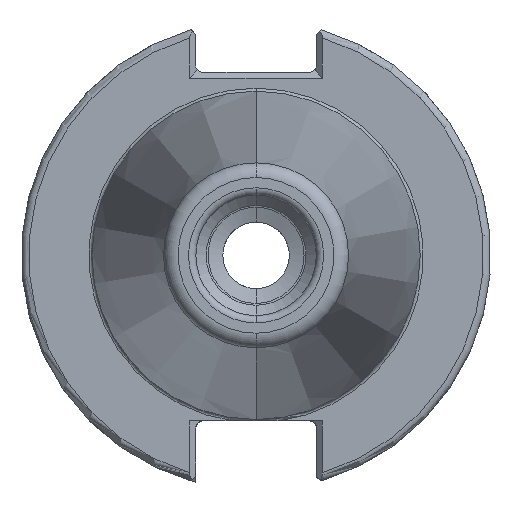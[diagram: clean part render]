
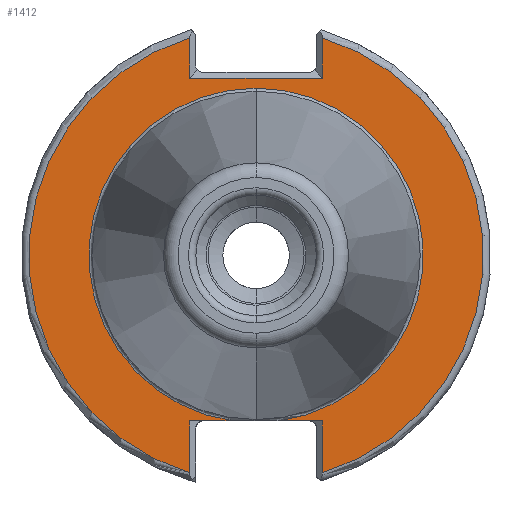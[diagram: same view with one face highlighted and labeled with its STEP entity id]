
A CAD part, left-side view. The second image highlights one B-rep face of the part: STEP entity #1412.
In plain terms, the highlighted planar face has unit normal (-1, 0, 0).
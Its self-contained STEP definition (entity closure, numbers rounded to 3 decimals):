
#23 = LINE ( 'NONE', #4724, #3193 ) ;
#69 = DIRECTION ( 'NONE',  ( -1., 0., 0. ) ) ;
#79 = CARTESIAN_POINT ( 'NONE',  ( -76.82, 0., 0. ) ) ;
#130 = EDGE_CURVE ( 'NONE', #1983, #5072, #1684, .T. ) ;
#153 = EDGE_CURVE ( 'NONE', #5072, #2397, #428, .T. ) ;
#160 = EDGE_CURVE ( 'NONE', #2397, #2648, #1434, .T. ) ;
#162 = CIRCLE ( 'NONE', #2390, 30.775 ) ;
#168 = CARTESIAN_POINT ( 'NONE',  ( -76.82, -8.19, -22.41 ) ) ;
#169 = EDGE_CURVE ( 'NONE', #2648, #2245, #4416, .T. ) ;
#202 = EDGE_CURVE ( 'NONE', #1465, #2212, #1555, .T. ) ;
#210 = EDGE_CURVE ( 'NONE', #2212, #2776, #1303, .T. ) ;
#220 = EDGE_CURVE ( 'NONE', #2776, #4674, #162, .T. ) ;
#226 = EDGE_CURVE ( 'NONE', #4674, #4799, #23, .T. ) ;
#234 = EDGE_CURVE ( 'NONE', #4799, #1983, #1168, .T. ) ;
#331 = CARTESIAN_POINT ( 'NONE',  ( -76.82, 8.99, 0. ) ) ;
#370 = DIRECTION ( 'NONE',  ( 0., 0., -1. ) ) ;
#384 = CARTESIAN_POINT ( 'NONE',  ( -76.82, 0., 0. ) ) ;
#402 = DIRECTION ( 'NONE',  ( 0., 0., -1. ) ) ;
#428 = CIRCLE ( 'NONE', #1574, 30.775 ) ;
#485 = DIRECTION ( 'NONE',  ( 0., 0., 1. ) ) ;
#489 = DIRECTION ( 'NONE',  ( 0., 0., 1. ) ) ;
#570 = ORIENTED_EDGE ( 'NONE', *, *, #130, .T. ) ;
#594 = VERTEX_POINT ( 'NONE', #617 ) ;
#617 = CARTESIAN_POINT ( 'NONE',  ( -76.82, 0., 22.625 ) ) ;
#748 = CARTESIAN_POINT ( 'NONE',  ( -76.82, 8.99, 30.701 ) ) ;
#755 = ORIENTED_EDGE ( 'NONE', *, *, #153, .T. ) ;
#826 = ORIENTED_EDGE ( 'NONE', *, *, #160, .T. ) ;
#909 = ORIENTED_EDGE ( 'NONE', *, *, #169, .T. ) ;
#981 = ORIENTED_EDGE ( 'NONE', *, *, #4235, .F. ) ;
#1038 = VECTOR ( 'NONE', #4690, 1000. ) ;
#1059 = ORIENTED_EDGE ( 'NONE', *, *, #3785, .F. ) ;
#1141 = AXIS2_PLACEMENT_3D ( 'NONE', #3750, #1369, #4109 ) ;
#1168 = LINE ( 'NONE', #4497, #1038 ) ;
#1214 = CARTESIAN_POINT ( 'NONE',  ( -76.82, -8.99, 29.433 ) ) ;
#1237 = ORIENTED_EDGE ( 'NONE', *, *, #202, .T. ) ;
#1239 = DIRECTION ( 'NONE',  ( 0., 0., -1. ) ) ;
#1258 = EDGE_LOOP ( 'NONE', ( #570, #755, #826, #909, #981, #1059, #1237, #1319, #1440, #1627, #1761 ) ) ;
#1303 = LINE ( 'NONE', #4757, #2267 ) ;
#1319 = ORIENTED_EDGE ( 'NONE', *, *, #210, .T. ) ;
#1326 = CARTESIAN_POINT ( 'NONE',  ( -76.82, -8.99, 24. ) ) ;
#1336 = CARTESIAN_POINT ( 'NONE',  ( -76.82, -8.99, -22.41 ) ) ;
#1364 = CARTESIAN_POINT ( 'NONE',  ( -76.82, 0., 0. ) ) ;
#1369 = DIRECTION ( 'NONE',  ( -1., 0., 0. ) ) ;
#1412 = ADVANCED_FACE ( 'NONE', ( #2440 ), #3253, .F. ) ;
#1434 = LINE ( 'NONE', #331, #2768 ) ;
#1440 = ORIENTED_EDGE ( 'NONE', *, *, #220, .T. ) ;
#1465 = VERTEX_POINT ( 'NONE', #3292 ) ;
#1555 = LINE ( 'NONE', #5169, #4542 ) ;
#1574 = AXIS2_PLACEMENT_3D ( 'NONE', #79, #69, #5126 ) ;
#1584 = AXIS2_PLACEMENT_3D ( 'NONE', #384, #3627, #1239 ) ;
#1627 = ORIENTED_EDGE ( 'NONE', *, *, #226, .T. ) ;
#1684 = LINE ( 'NONE', #748, #3890 ) ;
#1761 = ORIENTED_EDGE ( 'NONE', *, *, #234, .T. ) ;
#1779 = DIRECTION ( 'NONE',  ( 0., 0., 1. ) ) ;
#1871 = AXIS2_PLACEMENT_3D ( 'NONE', #1364, #4105, #1779 ) ;
#1983 = VERTEX_POINT ( 'NONE', #3195 ) ;
#2212 = VERTEX_POINT ( 'NONE', #1336 ) ;
#2245 = VERTEX_POINT ( 'NONE', #3374 ) ;
#2267 = VECTOR ( 'NONE', #370, 1000. ) ;
#2390 = AXIS2_PLACEMENT_3D ( 'NONE', #4602, #4512, #4505 ) ;
#2397 = VERTEX_POINT ( 'NONE', #3506 ) ;
#2440 = FACE_OUTER_BOUND ( 'NONE', #1258, .T. ) ;
#2648 = VERTEX_POINT ( 'NONE', #3775 ) ;
#2768 = VECTOR ( 'NONE', #485, 1000. ) ;
#2776 = VERTEX_POINT ( 'NONE', #3111 ) ;
#3111 = CARTESIAN_POINT ( 'NONE',  ( -76.82, -8.99, -29.433 ) ) ;
#3193 = VECTOR ( 'NONE', #402, 1000. ) ;
#3195 = CARTESIAN_POINT ( 'NONE',  ( -76.82, 8.99, 24. ) ) ;
#3253 = PLANE ( 'NONE',  #1584 ) ;
#3292 = CARTESIAN_POINT ( 'NONE',  ( -76.82, -3.112, -22.41 ) ) ;
#3374 = CARTESIAN_POINT ( 'NONE',  ( -76.82, 3.112, -22.41 ) ) ;
#3441 = VECTOR ( 'NONE', #5178, 1000. ) ;
#3506 = CARTESIAN_POINT ( 'NONE',  ( -76.82, 8.99, -29.433 ) ) ;
#3627 = DIRECTION ( 'NONE',  ( 1., 0., 0. ) ) ;
#3750 = CARTESIAN_POINT ( 'NONE',  ( -76.82, 0., 0. ) ) ;
#3775 = CARTESIAN_POINT ( 'NONE',  ( -76.82, 8.99, -22.41 ) ) ;
#3785 = EDGE_CURVE ( 'NONE', #1465, #594, #5052, .T. ) ;
#3890 = VECTOR ( 'NONE', #489, 1000. ) ;
#4105 = DIRECTION ( 'NONE',  ( -1., 0., 0. ) ) ;
#4109 = DIRECTION ( 'NONE',  ( 0., 0., 1. ) ) ;
#4235 = EDGE_CURVE ( 'NONE', #594, #2245, #4995, .T. ) ;
#4416 = LINE ( 'NONE', #168, #3441 ) ;
#4497 = CARTESIAN_POINT ( 'NONE',  ( -76.82, 0., 24. ) ) ;
#4505 = DIRECTION ( 'NONE',  ( 0., 0., -1. ) ) ;
#4512 = DIRECTION ( 'NONE',  ( -1., 0., 0. ) ) ;
#4542 = VECTOR ( 'NONE', #5021, 1000. ) ;
#4602 = CARTESIAN_POINT ( 'NONE',  ( -76.82, 0., 0. ) ) ;
#4617 = CARTESIAN_POINT ( 'NONE',  ( -76.82, 8.99, 29.433 ) ) ;
#4674 = VERTEX_POINT ( 'NONE', #1214 ) ;
#4690 = DIRECTION ( 'NONE',  ( 0., 1., 0. ) ) ;
#4724 = CARTESIAN_POINT ( 'NONE',  ( -76.82, -8.99, 24.8 ) ) ;
#4757 = CARTESIAN_POINT ( 'NONE',  ( -76.82, -8.99, 0. ) ) ;
#4799 = VERTEX_POINT ( 'NONE', #1326 ) ;
#4995 = CIRCLE ( 'NONE', #1871, 22.625 ) ;
#5021 = DIRECTION ( 'NONE',  ( 0., -1., 0. ) ) ;
#5052 = CIRCLE ( 'NONE', #1141, 22.625 ) ;
#5072 = VERTEX_POINT ( 'NONE', #4617 ) ;
#5126 = DIRECTION ( 'NONE',  ( 0., 0., -1. ) ) ;
#5169 = CARTESIAN_POINT ( 'NONE',  ( -76.82, -8.19, -22.41 ) ) ;
#5178 = DIRECTION ( 'NONE',  ( 0., -1., 0. ) ) ;
